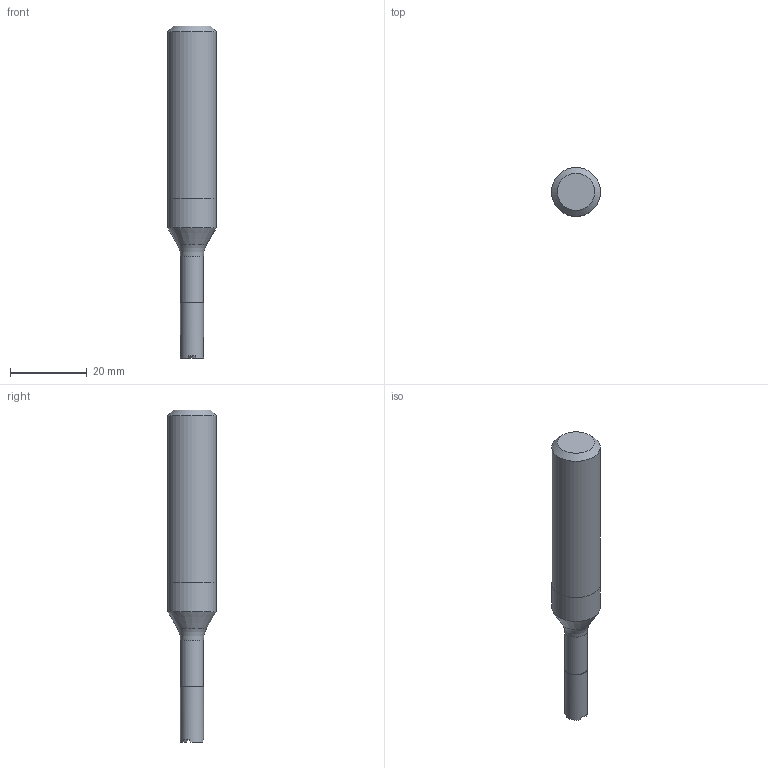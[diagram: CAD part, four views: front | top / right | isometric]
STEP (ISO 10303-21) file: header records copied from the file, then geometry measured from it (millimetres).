
FILE_DESCRIPTION(/* description */ (''),/* implementation_level */ '2;1');
FILE_NAME(/* name */ '335.14-050006.0-118-354-E.stp',/* time_stamp */ '2018-02-19T13:39:17+05:00',/* author */ (''),/* organization */ (''),/* preprocessor_version */ 'ST-DEVELOPER v16',/* originating_system */ 'SIEMENS PLM Software NX 11.0',/* authorisation */ '');
FILE_SCHEMA (('AUTOMOTIVE_DESIGN { 1 0 10303 214 3 1 1 1 }'));
Length unit declared in the file: millimetre
Products named in the file (1): 335.14-050006.0-118-354-E
Bounding box: 12.7 x 12.7 x 86.5 mm (x, y, z)
Volume: 7825.1 mm3; surface area: 3196 mm2
Topology: 2 solids, 2 shells, 22 faces, 50 edges, 33 vertices
Faces by surface type: plane 14, cylinder 4, cone 3, torus 1
Full cylindrical faces by diameter (mm): 6 x2, 12.7 x2
Entity records: 578 total; most frequent: CARTESIAN_POINT 107, DIRECTION 95, ORIENTED_EDGE 74, AXIS2_PLACEMENT_3D 40, EDGE_CURVE 37, EDGE_LOOP 31, VERTEX_POINT 28, ADVANCED_FACE 22
